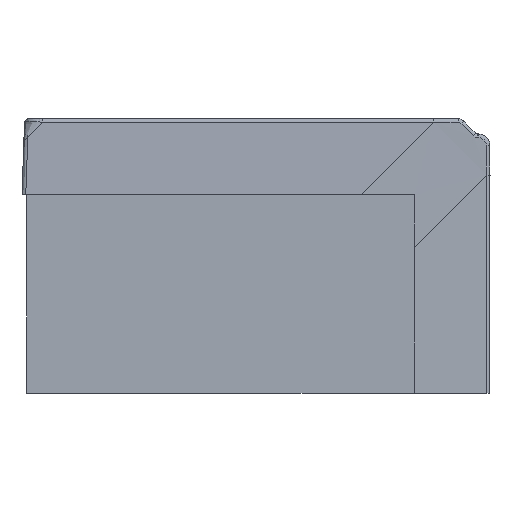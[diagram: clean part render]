
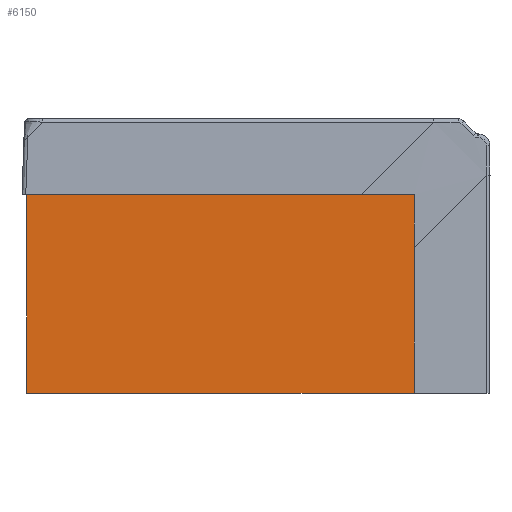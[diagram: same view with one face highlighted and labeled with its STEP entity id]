
A CAD part, left-side view. The second image highlights one B-rep face of the part: STEP entity #6150.
In plain terms, the highlighted planar face has unit normal (-1, 0, 0).
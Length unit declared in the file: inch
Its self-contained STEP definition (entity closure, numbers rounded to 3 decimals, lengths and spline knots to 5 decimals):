
#512 = ORIENTED_EDGE ( 'NONE', *, *, #20036, .T. ) ;
#1431 = DIRECTION ( 'NONE',  ( -1., 0., 0. ) ) ;
#2614 = CARTESIAN_POINT ( 'NONE',  ( -30.62891, -10.03105, -3.99374 ) ) ;
#2621 = EDGE_CURVE ( 'NONE', #27745, #3779, #25356, .T. ) ;
#3628 = FACE_OUTER_BOUND ( 'NONE', #9153, .T. ) ;
#3779 = VERTEX_POINT ( 'NONE', #27703 ) ;
#4295 = VERTEX_POINT ( 'NONE', #2614 ) ;
#4380 = VECTOR ( 'NONE', #8206, 39.37008 ) ;
#4768 = VECTOR ( 'NONE', #14246, 39.37008 ) ;
#4947 = CARTESIAN_POINT ( 'NONE',  ( -30.62891, -10.03105, -17.36873 ) ) ;
#5353 = CARTESIAN_POINT ( 'NONE',  ( -30.62891, -15.64237, -17.10647 ) ) ;
#6150 = ADVANCED_FACE ( 'NONE', ( #3628 ), #12511, .T. ) ;
#6382 = CARTESIAN_POINT ( 'NONE',  ( -30.62891, 15.53497, -3.99374 ) ) ;
#6999 = LINE ( 'NONE', #15895, #7117 ) ;
#7117 = VECTOR ( 'NONE', #24823, 39.37008 ) ;
#8206 = DIRECTION ( 'NONE',  ( 0., 1., 0. ) ) ;
#8310 = EDGE_CURVE ( 'NONE', #3779, #9161, #6999, .T. ) ;
#9153 = EDGE_LOOP ( 'NONE', ( #16015, #20333, #512, #14977 ) ) ;
#9161 = VERTEX_POINT ( 'NONE', #6382 ) ;
#9690 = EDGE_CURVE ( 'NONE', #4295, #9161, #19302, .T. ) ;
#10325 = DIRECTION ( 'NONE',  ( 0., 0., 1. ) ) ;
#12327 = CARTESIAN_POINT ( 'NONE',  ( -30.62891, -10.03105, -17.10647 ) ) ;
#12511 = PLANE ( 'NONE',  #25117 ) ;
#13835 = DIRECTION ( 'NONE',  ( 0., 0., 1. ) ) ;
#14246 = DIRECTION ( 'NONE',  ( 0., 1., 0. ) ) ;
#14977 = ORIENTED_EDGE ( 'NONE', *, *, #9690, .T. ) ;
#15895 = CARTESIAN_POINT ( 'NONE',  ( -30.62891, 15.53497, -17.36873 ) ) ;
#16015 = ORIENTED_EDGE ( 'NONE', *, *, #8310, .F. ) ;
#16971 = VECTOR ( 'NONE', #13835, 39.37008 ) ;
#19302 = LINE ( 'NONE', #28217, #4380 ) ;
#20036 = EDGE_CURVE ( 'NONE', #27745, #4295, #24949, .T. ) ;
#20333 = ORIENTED_EDGE ( 'NONE', *, *, #2621, .F. ) ;
#21430 = CARTESIAN_POINT ( 'NONE',  ( -30.62891, -10.54237, -17.36873 ) ) ;
#24823 = DIRECTION ( 'NONE',  ( 0., 0., 1. ) ) ;
#24949 = LINE ( 'NONE', #4947, #16971 ) ;
#25117 = AXIS2_PLACEMENT_3D ( 'NONE', #21430, #1431, #10325 ) ;
#25356 = LINE ( 'NONE', #5353, #4768 ) ;
#27703 = CARTESIAN_POINT ( 'NONE',  ( -30.62891, 15.53497, -17.10647 ) ) ;
#27745 = VERTEX_POINT ( 'NONE', #12327 ) ;
#28217 = CARTESIAN_POINT ( 'NONE',  ( -30.62891, -10.54237, -3.99374 ) ) ;
